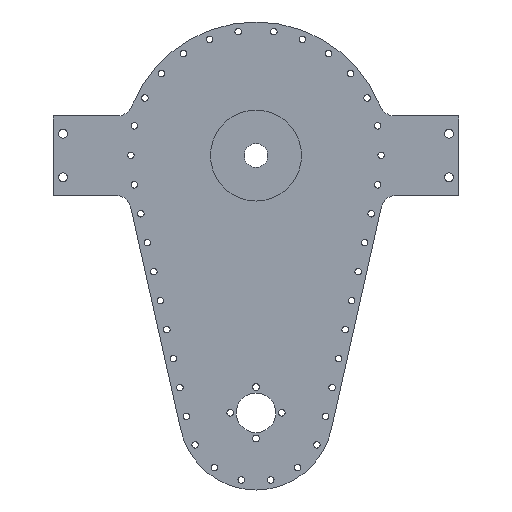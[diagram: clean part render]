
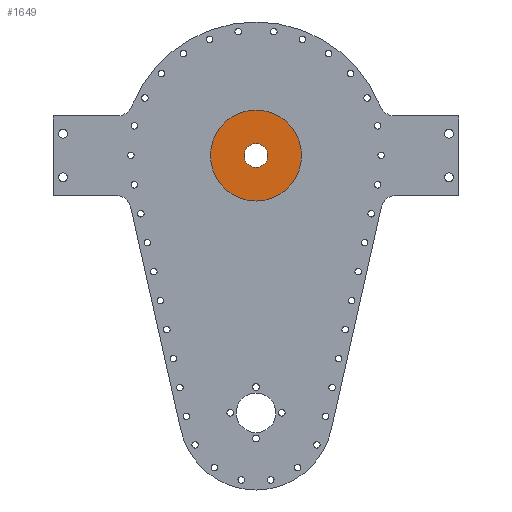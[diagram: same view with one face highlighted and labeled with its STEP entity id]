
A CAD part, front view. The second image highlights one B-rep face of the part: STEP entity #1649.
In plain terms, the highlighted planar face has unit normal (0, -1, 0).
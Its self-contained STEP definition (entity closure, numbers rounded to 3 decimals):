
#192 = CIRCLE ( 'NONE', #525, 6. ) ;
#301 = DIRECTION ( 'NONE',  ( 0., 0., -1. ) ) ;
#442 = DIRECTION ( 'NONE',  ( 0., 0., -1. ) ) ;
#525 = AXIS2_PLACEMENT_3D ( 'NONE', #2003, #865, #3138 ) ;
#700 = EDGE_LOOP ( 'NONE', ( #6039, #2374 ) ) ;
#865 = DIRECTION ( 'NONE',  ( 0., -1., 0. ) ) ;
#1027 = EDGE_CURVE ( 'NONE', #6171, #5017, #1247, .T. ) ;
#1113 = ORIENTED_EDGE ( 'NONE', *, *, #1027, .T. ) ;
#1184 = AXIS2_PLACEMENT_3D ( 'NONE', #2447, #5904, #301 ) ;
#1247 = CIRCLE ( 'NONE', #1184, 23. ) ;
#1477 = EDGE_CURVE ( 'NONE', #3078, #2693, #192, .T. ) ;
#1499 = CARTESIAN_POINT ( 'NONE',  ( 0., -7., 6. ) ) ;
#1649 = ADVANCED_FACE ( 'NONE', ( #3538, #2187 ), #4283, .T. ) ;
#1702 = AXIS2_PLACEMENT_3D ( 'NONE', #4919, #2664, #442 ) ;
#2003 = CARTESIAN_POINT ( 'NONE',  ( 0., -7., 0. ) ) ;
#2092 = EDGE_LOOP ( 'NONE', ( #4247, #1113 ) ) ;
#2187 = FACE_BOUND ( 'NONE', #700, .T. ) ;
#2218 = CARTESIAN_POINT ( 'NONE',  ( 0., -7., -23. ) ) ;
#2366 = AXIS2_PLACEMENT_3D ( 'NONE', #6267, #6811, #2885 ) ;
#2374 = ORIENTED_EDGE ( 'NONE', *, *, #1477, .F. ) ;
#2447 = CARTESIAN_POINT ( 'NONE',  ( 0., -7., 0. ) ) ;
#2657 = DIRECTION ( 'NONE',  ( 0., -1., 0. ) ) ;
#2664 = DIRECTION ( 'NONE',  ( 0., -1., 0. ) ) ;
#2693 = VERTEX_POINT ( 'NONE', #4885 ) ;
#2885 = DIRECTION ( 'NONE',  ( 0., 0., -1. ) ) ;
#3078 = VERTEX_POINT ( 'NONE', #1499 ) ;
#3138 = DIRECTION ( 'NONE',  ( 0., 0., -1. ) ) ;
#3538 = FACE_OUTER_BOUND ( 'NONE', #2092, .T. ) ;
#3659 = AXIS2_PLACEMENT_3D ( 'NONE', #5472, #2657, #6608 ) ;
#3742 = CIRCLE ( 'NONE', #1702, 6. ) ;
#4016 = EDGE_CURVE ( 'NONE', #2693, #3078, #3742, .T. ) ;
#4102 = CARTESIAN_POINT ( 'NONE',  ( 0., -7., 23. ) ) ;
#4247 = ORIENTED_EDGE ( 'NONE', *, *, #6649, .T. ) ;
#4283 = PLANE ( 'NONE',  #3659 ) ;
#4885 = CARTESIAN_POINT ( 'NONE',  ( 0., -7., -6. ) ) ;
#4919 = CARTESIAN_POINT ( 'NONE',  ( 0., -7., 0. ) ) ;
#5017 = VERTEX_POINT ( 'NONE', #2218 ) ;
#5472 = CARTESIAN_POINT ( 'NONE',  ( 0., -7., 0. ) ) ;
#5904 = DIRECTION ( 'NONE',  ( 0., -1., 0. ) ) ;
#6039 = ORIENTED_EDGE ( 'NONE', *, *, #4016, .F. ) ;
#6171 = VERTEX_POINT ( 'NONE', #4102 ) ;
#6203 = CIRCLE ( 'NONE', #2366, 23. ) ;
#6267 = CARTESIAN_POINT ( 'NONE',  ( 0., -7., 0. ) ) ;
#6608 = DIRECTION ( 'NONE',  ( 0., 0., -1. ) ) ;
#6649 = EDGE_CURVE ( 'NONE', #5017, #6171, #6203, .T. ) ;
#6811 = DIRECTION ( 'NONE',  ( 0., -1., 0. ) ) ;
